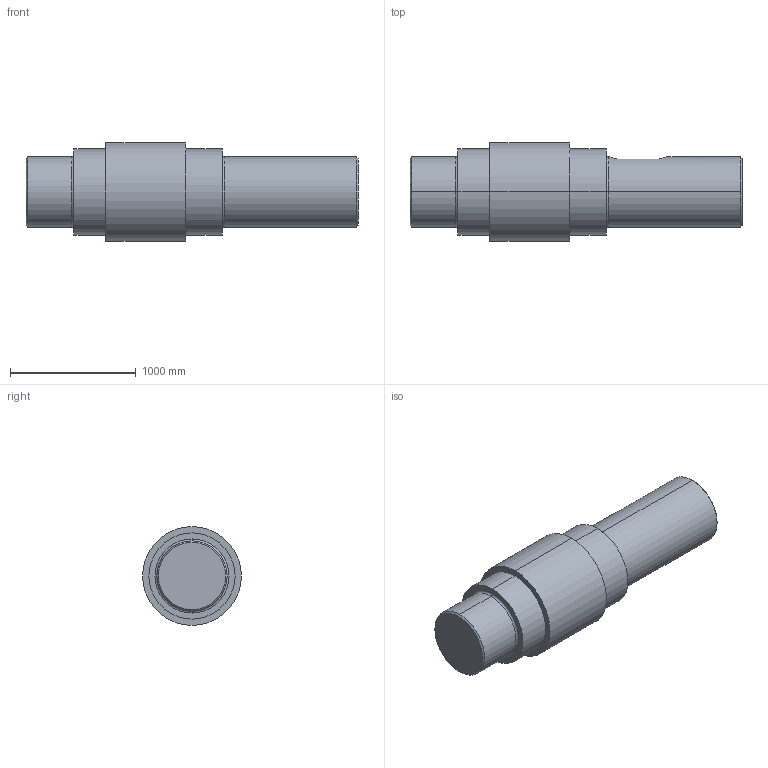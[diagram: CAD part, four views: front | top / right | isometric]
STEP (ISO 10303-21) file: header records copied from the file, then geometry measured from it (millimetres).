
FILE_DESCRIPTION((''),'2;1');
FILE_NAME('CENTRAL_SHAFT_ORIGINAL','2017-09-08T',('caidomenico'),(''),'CREO PARAMETRIC BY PTC INC, 2014350','CREO PARAMETRIC BY PTC INC, 2014350','');
FILE_SCHEMA(('CONFIG_CONTROL_DESIGN'));
Length unit declared in the file: inch
Products named in the file (1): CENTRAL_SHAFT_ORIGINAL
Bounding box: 2641.6 x 786.64 x 786.64 mm (x, y, z)
Volume: 860361316.5 mm3; surface area: 6328913 mm2
Topology: 1 solids, 1 shells, 33 faces, 66 edges, 40 vertices
Faces by surface type: cylinder 14, plane 9, torus 6, cone 4
Entity records: 931 total; most frequent: DIRECTION 170, CARTESIAN_POINT 170, ORIENTED_EDGE 132, AXIS2_PLACEMENT_3D 73, EDGE_CURVE 66, VERTEX_POINT 40, CIRCLE 40, EDGE_LOOP 38
